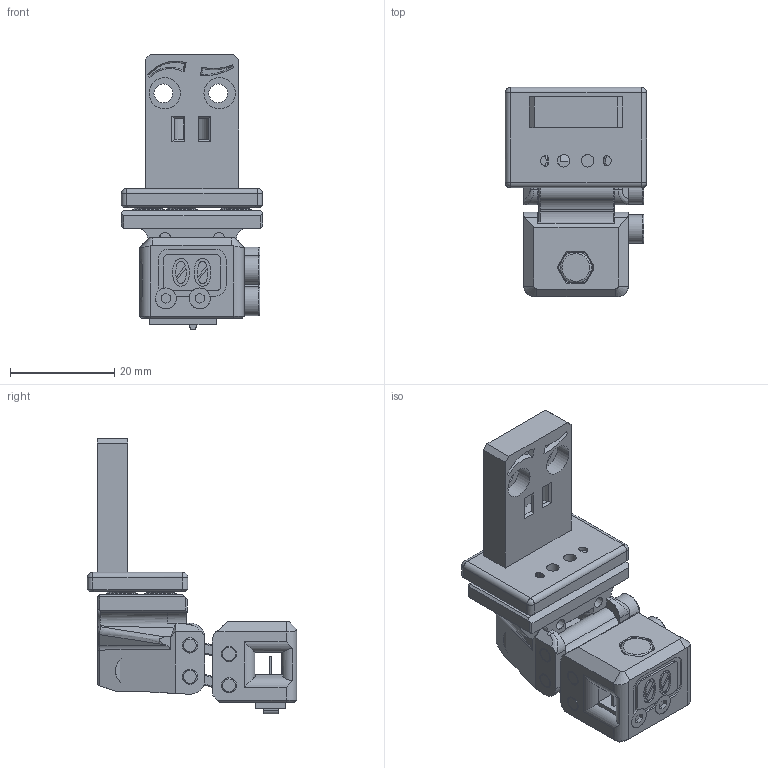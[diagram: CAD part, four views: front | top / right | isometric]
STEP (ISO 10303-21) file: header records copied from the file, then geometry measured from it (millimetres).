
FILE_DESCRIPTION(/* description */ ('STEP AP242','CAx-IF Rec.Pracs.---Representation and Presentation of Product Manufacturing Information (PMI)---4.0---2014-10-13','CAx-IF Rec.Pracs.---3D Tessellated Geometry---0.4---2014-09-14','2;1'),/* implementation_level */ '2;1');
FILE_NAME(/* name */ 'Klicky-00 SB D2F Klicky',/* time_stamp */ '2025-01-01T09:24:46Z',/* author */ (''),/* organization */ (''),/* preprocessor_version */ 'ST-DEVELOPER v20',/* originating_system */ 'ONSHAPE BY PTC INC, 1.191',/* authorisation */ ' ');
FILE_SCHEMA (('AP242_MANAGED_MODEL_BASED_3D_ENGINEERING_MIM_LF { 1 0 10303 442 1 1 4 }'));
Length unit declared in the file: millimetre
Products named in the file (15): Klicky-00 SB D2F Klicky; Klicky-00_SB_Swingarm_Upper; 6x3 Magnet; Klicky-00_SB_Swingarm_Lower; K-00 Klicky Rear <1>; Hex socket head cap screw M3x0.50 x 20; Klicky-00_Klicky_Rear; SB carriage Klicky-00 probe module <1>; Klicky-00_Klicky_Mount_SB; SB D2F Front <1>; M2x10 FHCS; Klicky-00_SB_D2F_Front; D2F (1) <1>; D2F_BASE (1); D2F_ACTUATOR (1)
Assembly tree (27 placements, depth 4):
  Klicky-00 SB D2F Klicky
    Klicky-00_SB_Swingarm_Upper
    6x3 Magnet
    Klicky-00_SB_Swingarm_Lower
    K-00 Klicky Rear <1>
      6x3 Magnet  x5
      Hex socket head cap screw M3x0.50 x 20  x2
      Klicky-00_Klicky_Rear
    SB carriage Klicky-00 probe module <1>
      6x3 Magnet  x3
      Klicky-00_Klicky_Mount_SB
    SB D2F Front <1>
      M2x10 FHCS  x2
      Hex socket head cap screw M3x0.50 x 20  x2
      Klicky-00_SB_D2F_Front
      D2F (1) <1>
        D2F_BASE (1)
        D2F_ACTUATOR (1)
      6x3 Magnet
Bounding box: 27.06 x 40.06 x 52.76 mm (x, y, z)
Volume: 13554.4 mm3; surface area: 13692.8 mm2
Topology: 23 solids, 23 shells, 894 faces, 2228 edges, 1400 vertices
Faces by surface type: plane 527, cylinder 157, cone 128, bspline 64, torus 14, sphere 4
Full cylindrical faces by diameter (mm): 1.8 x3, 2 x3, 2.1 x2, 2.385 x2, 2.6 x1, 2.8 x1, 2.9 x8, 3 x4, 3.2 x4, 3.6 x2, 4 x4, 5.5 x4, 6 x12
Entity records: 24143 total; most frequent: CARTESIAN_POINT 5503, ORIENTED_EDGE 3814, DIRECTION 3624, EDGE_CURVE 1907, LINE 1276, VECTOR 1276, VERTEX_POINT 1233, AXIS2_PLACEMENT_3D 1174
